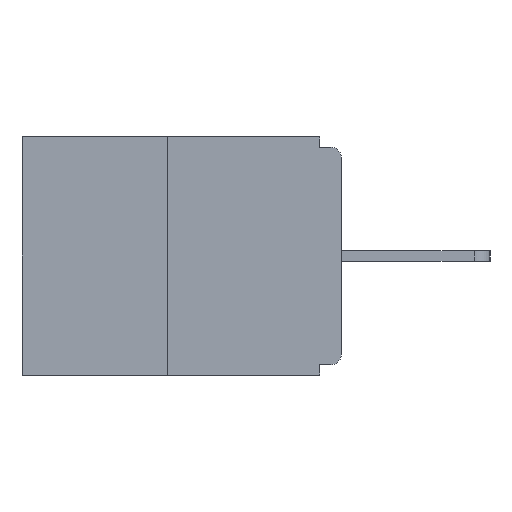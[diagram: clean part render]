
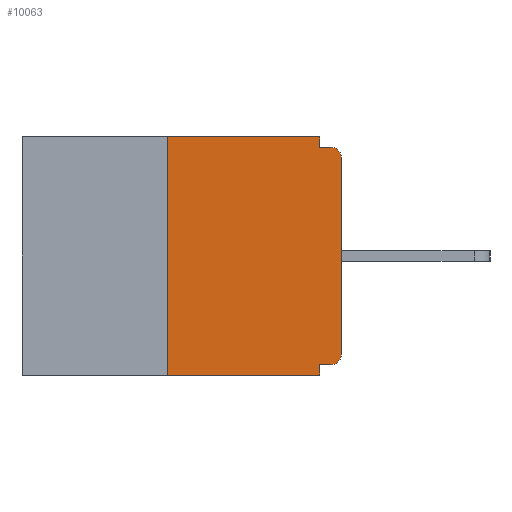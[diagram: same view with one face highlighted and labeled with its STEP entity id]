
A CAD part, left-side view. The second image highlights one B-rep face of the part: STEP entity #10063.
In plain terms, the highlighted planar face has unit normal (-1, 0, 0).
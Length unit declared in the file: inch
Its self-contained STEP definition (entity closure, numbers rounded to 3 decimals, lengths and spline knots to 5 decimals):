
#918 = LINE ( 'NONE', #20458, #18754 ) ;
#1232 = CARTESIAN_POINT ( 'NONE',  ( 0., 0.031, -0.343 ) ) ;
#1482 = EDGE_CURVE ( 'NONE', #14595, #23003, #12829, .T. ) ;
#1986 = AXIS2_PLACEMENT_3D ( 'NONE', #19270, #13438, #11783 ) ;
#2010 = CARTESIAN_POINT ( 'NONE',  ( 0., 0., -0.313 ) ) ;
#2270 = VERTEX_POINT ( 'NONE', #20144 ) ;
#2338 = CARTESIAN_POINT ( 'NONE',  ( 0., 0., -0.03 ) ) ;
#2486 = ORIENTED_EDGE ( 'NONE', *, *, #15248, .T. ) ;
#3503 = VECTOR ( 'NONE', #11382, 39.37008 ) ;
#3766 = ORIENTED_EDGE ( 'NONE', *, *, #18665, .T. ) ;
#3926 = AXIS2_PLACEMENT_3D ( 'NONE', #20386, #4791, #8560 ) ;
#4163 = CARTESIAN_POINT ( 'NONE',  ( 0., 0.46, 0. ) ) ;
#4238 = ORIENTED_EDGE ( 'NONE', *, *, #15612, .F. ) ;
#4374 = DIRECTION ( 'NONE',  ( 0., 0., 1. ) ) ;
#4644 = ORIENTED_EDGE ( 'NONE', *, *, #4784, .T. ) ;
#4784 = EDGE_CURVE ( 'NONE', #17873, #23775, #7336, .T. ) ;
#4791 = DIRECTION ( 'NONE',  ( -1., 0., 0. ) ) ;
#4828 = VERTEX_POINT ( 'NONE', #2010 ) ;
#5107 = DIRECTION ( 'NONE',  ( 0., 0., 1. ) ) ;
#6323 = VECTOR ( 'NONE', #12412, 39.37008 ) ;
#6365 = AXIS2_PLACEMENT_3D ( 'NONE', #4163, #11161, #9985 ) ;
#6617 = CARTESIAN_POINT ( 'NONE',  ( 0., 0.031, -0.343 ) ) ;
#7336 = LINE ( 'NONE', #15074, #3503 ) ;
#7601 = LINE ( 'NONE', #15345, #21282 ) ;
#7675 = DIRECTION ( 'NONE',  ( 0., -1., 0. ) ) ;
#7822 = FACE_OUTER_BOUND ( 'NONE', #11693, .T. ) ;
#8132 = ORIENTED_EDGE ( 'NONE', *, *, #1482, .F. ) ;
#8398 = LINE ( 'NONE', #21748, #16592 ) ;
#8444 = CIRCLE ( 'NONE', #1986, 0.015 ) ;
#8560 = DIRECTION ( 'NONE',  ( 0., 0., -1. ) ) ;
#8953 = LINE ( 'NONE', #1232, #13627 ) ;
#9091 = ORIENTED_EDGE ( 'NONE', *, *, #13404, .F. ) ;
#9204 = EDGE_CURVE ( 'NONE', #23003, #23775, #8953, .T. ) ;
#9266 = DIRECTION ( 'NONE',  ( 0., 1., 0. ) ) ;
#9581 = CARTESIAN_POINT ( 'NONE',  ( 0., 0.031, -0.328 ) ) ;
#9985 = DIRECTION ( 'NONE',  ( 0., 0., -1. ) ) ;
#10063 = ADVANCED_FACE ( 'NONE', ( #7822 ), #24648, .F. ) ;
#11161 = DIRECTION ( 'NONE',  ( 1., 0., 0. ) ) ;
#11382 = DIRECTION ( 'NONE',  ( 0., -1., 0. ) ) ;
#11675 = ORIENTED_EDGE ( 'NONE', *, *, #14831, .F. ) ;
#11693 = EDGE_LOOP ( 'NONE', ( #4238, #20552, #4644, #22393, #8132, #13403, #3766, #2486, #9091, #11675 ) ) ;
#11728 = LINE ( 'NONE', #13765, #17297 ) ;
#11783 = DIRECTION ( 'NONE',  ( 0., 0., -1. ) ) ;
#12412 = DIRECTION ( 'NONE',  ( 0., 0., -1. ) ) ;
#12642 = VERTEX_POINT ( 'NONE', #2338 ) ;
#12829 = LINE ( 'NONE', #20826, #20839 ) ;
#13403 = ORIENTED_EDGE ( 'NONE', *, *, #17598, .T. ) ;
#13404 = EDGE_CURVE ( 'NONE', #2270, #21571, #7601, .T. ) ;
#13438 = DIRECTION ( 'NONE',  ( -1., 0., 0. ) ) ;
#13522 = VERTEX_POINT ( 'NONE', #13934 ) ;
#13627 = VECTOR ( 'NONE', #18845, 39.37008 ) ;
#13765 = CARTESIAN_POINT ( 'NONE',  ( 0., 0.46, 0. ) ) ;
#13934 = CARTESIAN_POINT ( 'NONE',  ( 0., 0.25, 0. ) ) ;
#14034 = CIRCLE ( 'NONE', #3926, 0.015 ) ;
#14595 = VERTEX_POINT ( 'NONE', #22845 ) ;
#14696 = LINE ( 'NONE', #24100, #6323 ) ;
#14831 = EDGE_CURVE ( 'NONE', #16732, #2270, #14696, .T. ) ;
#15074 = CARTESIAN_POINT ( 'NONE',  ( 0., 0.46, -0.343 ) ) ;
#15248 = EDGE_CURVE ( 'NONE', #12642, #21571, #14034, .T. ) ;
#15345 = CARTESIAN_POINT ( 'NONE',  ( 0., 0., -0.015 ) ) ;
#15612 = EDGE_CURVE ( 'NONE', #13522, #16732, #11728, .T. ) ;
#16592 = VECTOR ( 'NONE', #4374, 39.37008 ) ;
#16732 = VERTEX_POINT ( 'NONE', #21409 ) ;
#17297 = VECTOR ( 'NONE', #7675, 39.37008 ) ;
#17598 = EDGE_CURVE ( 'NONE', #14595, #4828, #8444, .T. ) ;
#17873 = VERTEX_POINT ( 'NONE', #24472 ) ;
#18665 = EDGE_CURVE ( 'NONE', #4828, #12642, #8398, .T. ) ;
#18754 = VECTOR ( 'NONE', #5107, 39.37008 ) ;
#18845 = DIRECTION ( 'NONE',  ( 0., 0., -1. ) ) ;
#19027 = DIRECTION ( 'NONE',  ( 0., -1., 0. ) ) ;
#19270 = CARTESIAN_POINT ( 'NONE',  ( 0., 0.015, -0.313 ) ) ;
#19628 = CARTESIAN_POINT ( 'NONE',  ( 0., 0.015, -0.015 ) ) ;
#20144 = CARTESIAN_POINT ( 'NONE',  ( 0., 0.031, -0.015 ) ) ;
#20386 = CARTESIAN_POINT ( 'NONE',  ( 0., 0.015, -0.03 ) ) ;
#20458 = CARTESIAN_POINT ( 'NONE',  ( 0., 0.25, 0. ) ) ;
#20552 = ORIENTED_EDGE ( 'NONE', *, *, #23784, .F. ) ;
#20826 = CARTESIAN_POINT ( 'NONE',  ( 0., 0., -0.328 ) ) ;
#20839 = VECTOR ( 'NONE', #9266, 39.37008 ) ;
#21282 = VECTOR ( 'NONE', #19027, 39.37008 ) ;
#21409 = CARTESIAN_POINT ( 'NONE',  ( 0., 0.031, 0. ) ) ;
#21571 = VERTEX_POINT ( 'NONE', #19628 ) ;
#21748 = CARTESIAN_POINT ( 'NONE',  ( 0., 0., 0. ) ) ;
#22393 = ORIENTED_EDGE ( 'NONE', *, *, #9204, .F. ) ;
#22845 = CARTESIAN_POINT ( 'NONE',  ( 0., 0.015, -0.328 ) ) ;
#23003 = VERTEX_POINT ( 'NONE', #9581 ) ;
#23775 = VERTEX_POINT ( 'NONE', #6617 ) ;
#23784 = EDGE_CURVE ( 'NONE', #17873, #13522, #918, .T. ) ;
#24100 = CARTESIAN_POINT ( 'NONE',  ( 0., 0.031, 0. ) ) ;
#24472 = CARTESIAN_POINT ( 'NONE',  ( 0., 0.25, -0.343 ) ) ;
#24648 = PLANE ( 'NONE',  #6365 ) ;
